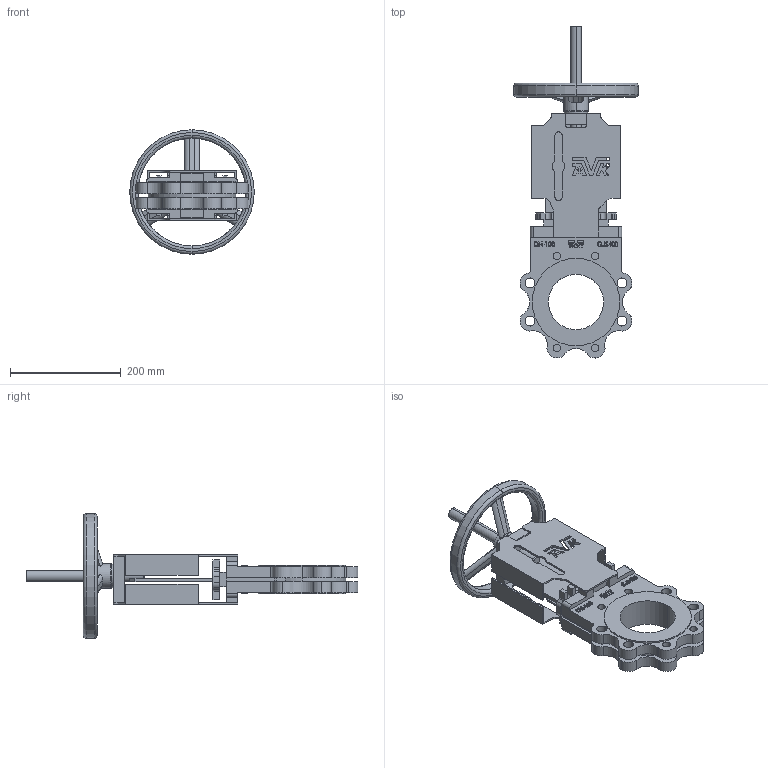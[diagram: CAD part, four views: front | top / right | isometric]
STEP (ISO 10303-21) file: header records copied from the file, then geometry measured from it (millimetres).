
FILE_DESCRIPTION (( 'STEP AP203' ), '1' );
FILE_NAME ('70210020034.STEP', '2017-03-22T15:03:08', ( '' ), ( '' ), 'SwSTEP 2.0', 'SolidWorks 2016', '' );
FILE_SCHEMA (( 'CONFIG_CONTROL_DESIGN' ));
Length unit declared in the file: millimetre
Products named in the file (1): 70210020034
Bounding box: 225 x 600.11 x 225 mm (x, y, z)
Volume: 2412189.7 mm3; surface area: 440587.3 mm2
Topology: 1 solids, 1 shells, 1051 faces, 2968 edges, 1964 vertices
Faces by surface type: plane 492, cylinder 389, bspline 156, torus 12, cone 2
Entity records: 44458 total; most frequent: CARTESIAN_POINT 17486, ORIENTED_EDGE 5916, DIRECTION 5193, EDGE_CURVE 2958, VERTEX_POINT 1962, VECTOR 1811, LINE 1811, AXIS2_PLACEMENT_3D 1691
